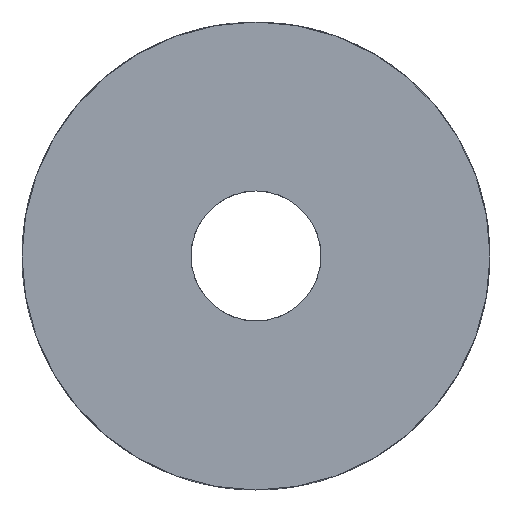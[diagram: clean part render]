
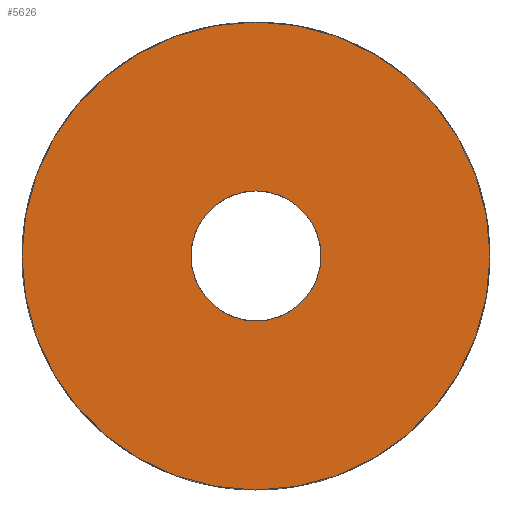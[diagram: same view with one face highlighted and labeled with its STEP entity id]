
A CAD part, front view. The second image highlights one B-rep face of the part: STEP entity #5626.
In plain terms, the highlighted planar face has unit normal (0, -1, 0).
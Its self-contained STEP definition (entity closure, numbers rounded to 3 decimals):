
#261 = AXIS2_PLACEMENT_3D ( 'NONE', #15686, #19907, #19660 ) ;
#285 = PLANE ( 'NONE',  #261 ) ;
#1237 = EDGE_CURVE ( 'NONE', #21770, #2833, #10181, .T. ) ;
#2580 = VERTEX_POINT ( 'NONE', #7553 ) ;
#2833 = VERTEX_POINT ( 'NONE', #8941 ) ;
#3684 = CARTESIAN_POINT ( 'NONE',  ( 0., -12.5, 0. ) ) ;
#4338 = CIRCLE ( 'NONE', #21715, 9. ) ;
#5626 = ADVANCED_FACE ( 'NONE', ( #11824, #10027 ), #285, .F. ) ;
#6110 = AXIS2_PLACEMENT_3D ( 'NONE', #16344, #20198, #14288 ) ;
#6818 = ORIENTED_EDGE ( 'NONE', *, *, #20846, .F. ) ;
#6945 = EDGE_LOOP ( 'NONE', ( #20387, #7400 ) ) ;
#7070 = CARTESIAN_POINT ( 'NONE',  ( 0., -12.5, -2.5 ) ) ;
#7198 = EDGE_CURVE ( 'NONE', #2833, #21770, #4338, .T. ) ;
#7400 = ORIENTED_EDGE ( 'NONE', *, *, #7198, .F. ) ;
#7473 = CIRCLE ( 'NONE', #18957, 2.5 ) ;
#7553 = CARTESIAN_POINT ( 'NONE',  ( 0., -12.5, 2.5 ) ) ;
#8941 = CARTESIAN_POINT ( 'NONE',  ( 0., -12.5, 9. ) ) ;
#10027 = FACE_OUTER_BOUND ( 'NONE', #6945, .T. ) ;
#10181 = CIRCLE ( 'NONE', #6110, 9. ) ;
#11499 = DIRECTION ( 'NONE',  ( 0., 1., 0. ) ) ;
#11506 = DIRECTION ( 'NONE',  ( 0., -1., 0. ) ) ;
#11824 = FACE_BOUND ( 'NONE', #20794, .T. ) ;
#14288 = DIRECTION ( 'NONE',  ( 0., 0., 1. ) ) ;
#14337 = AXIS2_PLACEMENT_3D ( 'NONE', #17451, #17327, #15652 ) ;
#14982 = DIRECTION ( 'NONE',  ( 0., 0., -1. ) ) ;
#15584 = CIRCLE ( 'NONE', #14337, 2.5 ) ;
#15652 = DIRECTION ( 'NONE',  ( 0., 0., -1. ) ) ;
#15686 = CARTESIAN_POINT ( 'NONE',  ( 0., -12.5, 0. ) ) ;
#16344 = CARTESIAN_POINT ( 'NONE',  ( 0., -12.5, 0. ) ) ;
#16822 = VERTEX_POINT ( 'NONE', #7070 ) ;
#17075 = EDGE_CURVE ( 'NONE', #16822, #2580, #15584, .T. ) ;
#17327 = DIRECTION ( 'NONE',  ( 0., -1., 0. ) ) ;
#17451 = CARTESIAN_POINT ( 'NONE',  ( 0., -12.5, 0. ) ) ;
#17753 = CARTESIAN_POINT ( 'NONE',  ( 0., -12.5, -9. ) ) ;
#18957 = AXIS2_PLACEMENT_3D ( 'NONE', #20884, #11506, #14982 ) ;
#19660 = DIRECTION ( 'NONE',  ( 0., 0., 1. ) ) ;
#19907 = DIRECTION ( 'NONE',  ( 0., 1., 0. ) ) ;
#20198 = DIRECTION ( 'NONE',  ( 0., 1., 0. ) ) ;
#20387 = ORIENTED_EDGE ( 'NONE', *, *, #1237, .F. ) ;
#20794 = EDGE_LOOP ( 'NONE', ( #22318, #6818 ) ) ;
#20846 = EDGE_CURVE ( 'NONE', #2580, #16822, #7473, .T. ) ;
#20884 = CARTESIAN_POINT ( 'NONE',  ( 0., -12.5, 0. ) ) ;
#21715 = AXIS2_PLACEMENT_3D ( 'NONE', #3684, #11499, #23443 ) ;
#21770 = VERTEX_POINT ( 'NONE', #17753 ) ;
#22318 = ORIENTED_EDGE ( 'NONE', *, *, #17075, .F. ) ;
#23443 = DIRECTION ( 'NONE',  ( 0., 0., 1. ) ) ;
